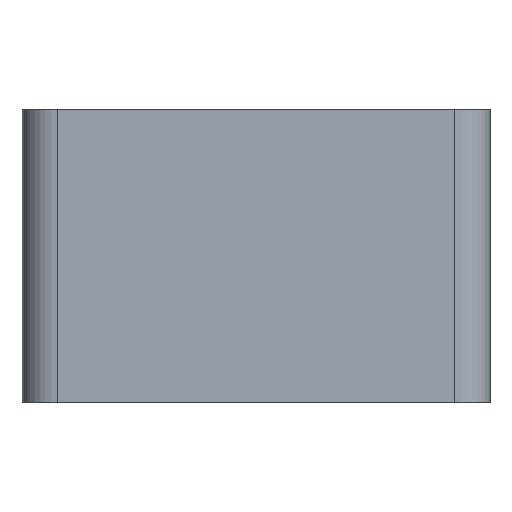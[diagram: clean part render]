
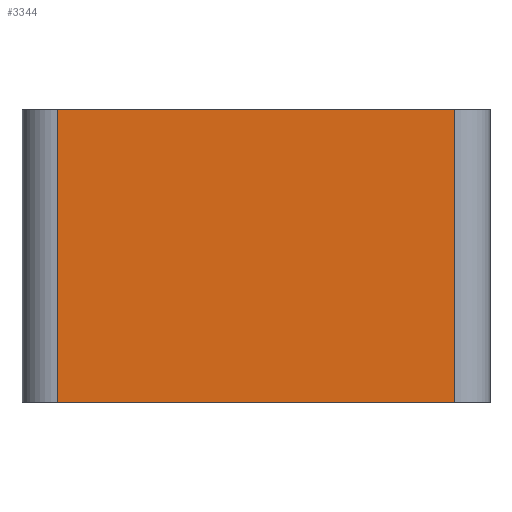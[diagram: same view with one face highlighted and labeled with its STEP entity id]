
A CAD part, front view. The second image highlights one B-rep face of the part: STEP entity #3344.
In plain terms, the highlighted planar face has unit normal (0, -1, 0).
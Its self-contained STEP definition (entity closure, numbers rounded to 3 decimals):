
#2111=CARTESIAN_POINT('',(17.,-20.,25.0));
#2112=VERTEX_POINT('',#2111);
#2120=CARTESIAN_POINT('',(17.,-20.,0.0));
#2121=VERTEX_POINT('',#2120);
#2122=CARTESIAN_POINT('',(17.,-20.,0.0));
#2123=DIRECTION('',(0.0,0.0,1.0));
#2124=VECTOR('',#2123,25.0);
#2125=LINE('',#2122,#2124);
#2126=EDGE_CURVE('',#2121,#2112,#2125,.T.);
#3314=CARTESIAN_POINT('',(17.,-20.,0.0));
#3315=DIRECTION('',(0.0,-1.0,0.0));
#3316=DIRECTION('',(0.0,0.0,-1.0));
#3317=AXIS2_PLACEMENT_3D('',#3314,#3315,#3316);
#3318=PLANE('',#3317);
#3319=CARTESIAN_POINT('',(-17.,-20.,25.0));
#3320=VERTEX_POINT('',#3319);
#3321=CARTESIAN_POINT('',(17.,-20.,25.0));
#3322=DIRECTION('',(-1.0,0.0,0.0));
#3323=VECTOR('',#3322,34.);
#3324=LINE('',#3321,#3323);
#3325=EDGE_CURVE('',#2112,#3320,#3324,.T.);
#3326=ORIENTED_EDGE('',*,*,#3325,.T.);
#3327=CARTESIAN_POINT('',(-17.,-20.,0.0));
#3328=VERTEX_POINT('',#3327);
#3329=CARTESIAN_POINT('',(-17.,-20.,0.0));
#3330=DIRECTION('',(0.0,0.0,1.0));
#3331=VECTOR('',#3330,25.0);
#3332=LINE('',#3329,#3331);
#3333=EDGE_CURVE('',#3328,#3320,#3332,.T.);
#3334=ORIENTED_EDGE('',*,*,#3333,.F.);
#3335=CARTESIAN_POINT('',(17.,-20.,0.0));
#3336=DIRECTION('',(-1.0,0.0,0.0));
#3337=VECTOR('',#3336,34.);
#3338=LINE('',#3335,#3337);
#3339=EDGE_CURVE('',#2121,#3328,#3338,.T.);
#3340=ORIENTED_EDGE('',*,*,#3339,.F.);
#3341=ORIENTED_EDGE('',*,*,#2126,.T.);
#3342=EDGE_LOOP('',(#3326,#3334,#3340,#3341));
#3343=FACE_OUTER_BOUND('',#3342,.T.);
#3344=ADVANCED_FACE('',(#3343),#3318,.T.);
